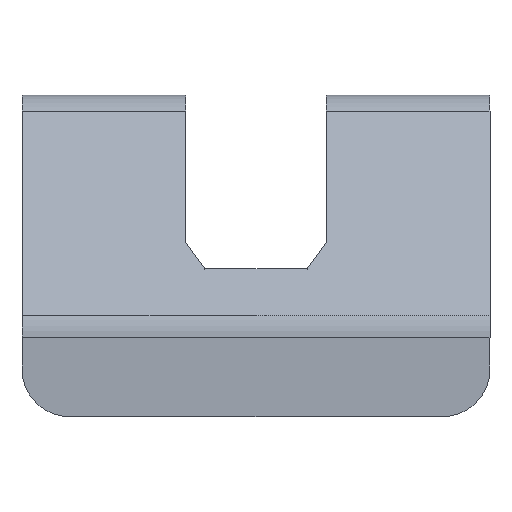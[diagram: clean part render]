
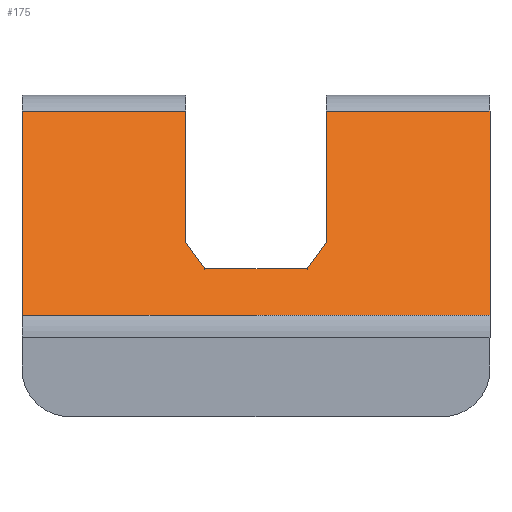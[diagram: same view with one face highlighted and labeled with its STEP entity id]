
A CAD part, top view. The second image highlights one B-rep face of the part: STEP entity #175.
In plain terms, the highlighted planar face has unit normal (0, 0.583, 0.812).
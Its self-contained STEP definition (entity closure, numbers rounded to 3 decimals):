
#107=AXIS2_PLACEMENT_3D('Plane Axis2P3D',#104,#105,#106) ;
#44=CARTESIAN_POINT('Vertex',(16.,9.174,23.347)) ;
#47=CARTESIAN_POINT('Line Origine',(16.,12.624,20.871)) ;
#51=CARTESIAN_POINT('Vertex',(16.,16.074,18.395)) ;
#89=CARTESIAN_POINT('Vertex',(14.993,7.771,24.354)) ;
#92=CARTESIAN_POINT('Line Origine',(15.496,8.472,23.85)) ;
#104=CARTESIAN_POINT('Axis2P3D Location',(12.3,5.333,26.103)) ;
#109=CARTESIAN_POINT('Line Origine',(4.3,16.074,18.395)) ;
#113=CARTESIAN_POINT('Vertex',(8.6,16.074,18.395)) ;
#115=CARTESIAN_POINT('Vertex',(0.,16.074,18.395)) ;
#118=CARTESIAN_POINT('Line Origine',(0.,10.704,22.249)) ;
#122=CARTESIAN_POINT('Vertex',(0.,5.333,26.103)) ;
#125=CARTESIAN_POINT('Line Origine',(12.3,5.333,26.103)) ;
#129=CARTESIAN_POINT('Vertex',(24.6,5.333,26.103)) ;
#132=CARTESIAN_POINT('Line Origine',(24.6,10.704,22.249)) ;
#136=CARTESIAN_POINT('Vertex',(24.6,16.074,18.395)) ;
#139=CARTESIAN_POINT('Line Origine',(20.3,16.074,18.395)) ;
#144=CARTESIAN_POINT('Line Origine',(12.3,7.771,24.354)) ;
#148=CARTESIAN_POINT('Vertex',(9.607,7.771,24.354)) ;
#151=CARTESIAN_POINT('Line Origine',(9.104,8.472,23.85)) ;
#155=CARTESIAN_POINT('Vertex',(8.6,9.174,23.347)) ;
#158=CARTESIAN_POINT('Line Origine',(8.6,12.624,20.871)) ;
#48=DIRECTION('Vector Direction',(0.,-0.812,0.583)) ;
#93=DIRECTION('Vector Direction',(-0.504,-0.702,0.504)) ;
#105=DIRECTION('Axis2P3D Direction',(0.,0.583,0.812)) ;
#106=DIRECTION('Axis2P3D XDirection',(0.,0.812,-0.583)) ;
#110=DIRECTION('Vector Direction',(-1.,0.,0.)) ;
#119=DIRECTION('Vector Direction',(0.,0.812,-0.583)) ;
#126=DIRECTION('Vector Direction',(-1.,0.,0.)) ;
#133=DIRECTION('Vector Direction',(0.,0.812,-0.583)) ;
#140=DIRECTION('Vector Direction',(-1.,0.,0.)) ;
#145=DIRECTION('Vector Direction',(-1.,0.,0.)) ;
#152=DIRECTION('Vector Direction',(-0.504,0.702,-0.504)) ;
#159=DIRECTION('Vector Direction',(0.,-0.812,0.583)) ;
#49=VECTOR('Line Direction',#48,1.) ;
#94=VECTOR('Line Direction',#93,1.) ;
#111=VECTOR('Line Direction',#110,1.) ;
#120=VECTOR('Line Direction',#119,1.) ;
#127=VECTOR('Line Direction',#126,1.) ;
#134=VECTOR('Line Direction',#133,1.) ;
#141=VECTOR('Line Direction',#140,1.) ;
#146=VECTOR('Line Direction',#145,1.) ;
#153=VECTOR('Line Direction',#152,1.) ;
#160=VECTOR('Line Direction',#159,1.) ;
#164=ORIENTED_EDGE('',*,*,#117,.T.) ;
#165=ORIENTED_EDGE('',*,*,#124,.F.) ;
#166=ORIENTED_EDGE('',*,*,#131,.F.) ;
#167=ORIENTED_EDGE('',*,*,#138,.T.) ;
#168=ORIENTED_EDGE('',*,*,#143,.T.) ;
#169=ORIENTED_EDGE('',*,*,#53,.T.) ;
#170=ORIENTED_EDGE('',*,*,#96,.T.) ;
#171=ORIENTED_EDGE('',*,*,#150,.T.) ;
#172=ORIENTED_EDGE('',*,*,#157,.T.) ;
#173=ORIENTED_EDGE('',*,*,#162,.F.) ;
#175=ADVANCED_FACE('Koerper.2',(#174),#108,.T.) ;
#53=EDGE_CURVE('',#52,#45,#50,.T.) ;
#96=EDGE_CURVE('',#45,#90,#95,.T.) ;
#117=EDGE_CURVE('',#114,#116,#112,.T.) ;
#124=EDGE_CURVE('',#123,#116,#121,.T.) ;
#131=EDGE_CURVE('',#130,#123,#128,.T.) ;
#138=EDGE_CURVE('',#130,#137,#135,.T.) ;
#143=EDGE_CURVE('',#137,#52,#142,.T.) ;
#150=EDGE_CURVE('',#90,#149,#147,.T.) ;
#157=EDGE_CURVE('',#149,#156,#154,.T.) ;
#162=EDGE_CURVE('',#114,#156,#161,.T.) ;
#163=EDGE_LOOP('',(#164,#165,#166,#167,#168,#169,#170,#171,#172,#173)) ;
#174=FACE_OUTER_BOUND('',#163,.T.) ;
#50=LINE('Line',#47,#49) ;
#95=LINE('Line',#92,#94) ;
#112=LINE('Line',#109,#111) ;
#121=LINE('Line',#118,#120) ;
#128=LINE('Line',#125,#127) ;
#135=LINE('Line',#132,#134) ;
#142=LINE('Line',#139,#141) ;
#147=LINE('Line',#144,#146) ;
#154=LINE('Line',#151,#153) ;
#161=LINE('Line',#158,#160) ;
#108=PLANE('',#107) ;
#45=VERTEX_POINT('',#44) ;
#52=VERTEX_POINT('',#51) ;
#90=VERTEX_POINT('',#89) ;
#114=VERTEX_POINT('',#113) ;
#116=VERTEX_POINT('',#115) ;
#123=VERTEX_POINT('',#122) ;
#130=VERTEX_POINT('',#129) ;
#137=VERTEX_POINT('',#136) ;
#149=VERTEX_POINT('',#148) ;
#156=VERTEX_POINT('',#155) ;
